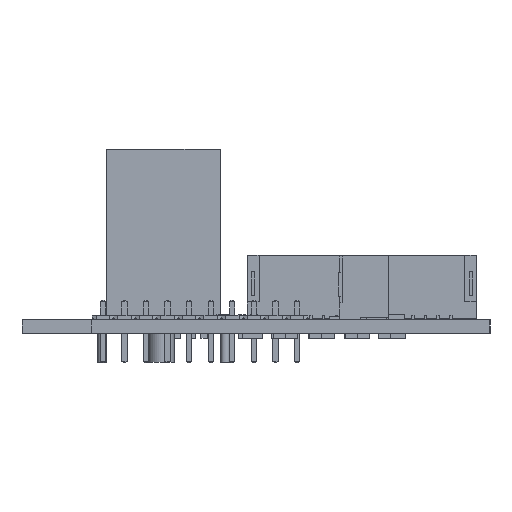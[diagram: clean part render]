
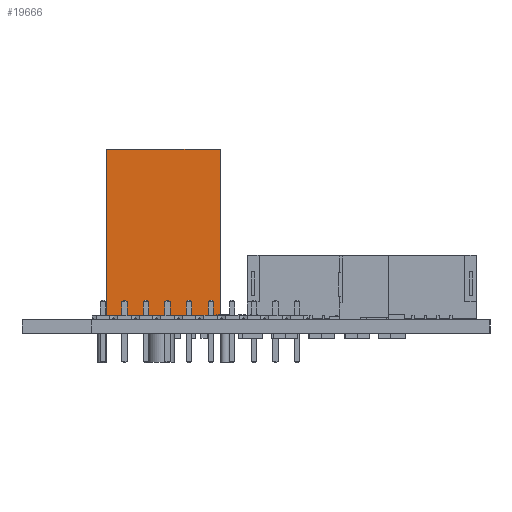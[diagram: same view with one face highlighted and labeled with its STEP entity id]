
A CAD part, left-side view. The second image highlights one B-rep face of the part: STEP entity #19666.
In plain terms, the highlighted planar face has unit normal (-1, 0, 0).
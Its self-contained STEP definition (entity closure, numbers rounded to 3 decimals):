
#19568 = EDGE_CURVE('',#19569,#19571,#19573,.T.);
#19569 = VERTEX_POINT('',#19570);
#19570 = CARTESIAN_POINT('',(-3.7,-0.55,0.));
#19571 = VERTEX_POINT('',#19572);
#19572 = CARTESIAN_POINT('',(-3.7,-0.55,20.));
#19573 = LINE('',#19574,#19575);
#19574 = CARTESIAN_POINT('',(-3.7,-0.55,0.));
#19575 = VECTOR('',#19576,1.);
#19576 = DIRECTION('',(0.,0.,1.));
#19641 = VERTEX_POINT('',#19642);
#19642 = CARTESIAN_POINT('',(-3.7,-13.95,20.));
#19648 = EDGE_CURVE('',#19649,#19641,#19651,.T.);
#19649 = VERTEX_POINT('',#19650);
#19650 = CARTESIAN_POINT('',(-3.7,-13.95,0.));
#19651 = LINE('',#19652,#19653);
#19652 = CARTESIAN_POINT('',(-3.7,-13.95,0.));
#19653 = VECTOR('',#19654,1.);
#19654 = DIRECTION('',(0.,0.,1.));
#19666 = ADVANCED_FACE('',(#19667),#19683,.T.);
#19667 = FACE_BOUND('',#19668,.T.);
#19668 = EDGE_LOOP('',(#19669,#19670,#19676,#19677));
#19669 = ORIENTED_EDGE('',*,*,#19648,.T.);
#19670 = ORIENTED_EDGE('',*,*,#19671,.T.);
#19671 = EDGE_CURVE('',#19641,#19571,#19672,.T.);
#19672 = LINE('',#19673,#19674);
#19673 = CARTESIAN_POINT('',(-3.7,-13.95,20.));
#19674 = VECTOR('',#19675,1.);
#19675 = DIRECTION('',(0.,1.,0.));
#19676 = ORIENTED_EDGE('',*,*,#19568,.F.);
#19677 = ORIENTED_EDGE('',*,*,#19678,.F.);
#19678 = EDGE_CURVE('',#19649,#19569,#19679,.T.);
#19679 = LINE('',#19680,#19681);
#19680 = CARTESIAN_POINT('',(-3.7,-13.95,0.));
#19681 = VECTOR('',#19682,1.);
#19682 = DIRECTION('',(0.,1.,0.));
#19683 = PLANE('',#19684);
#19684 = AXIS2_PLACEMENT_3D('',#19685,#19686,#19687);
#19685 = CARTESIAN_POINT('',(-3.7,-13.95,0.));
#19686 = DIRECTION('',(-1.,0.,0.));
#19687 = DIRECTION('',(0.,1.,0.));
